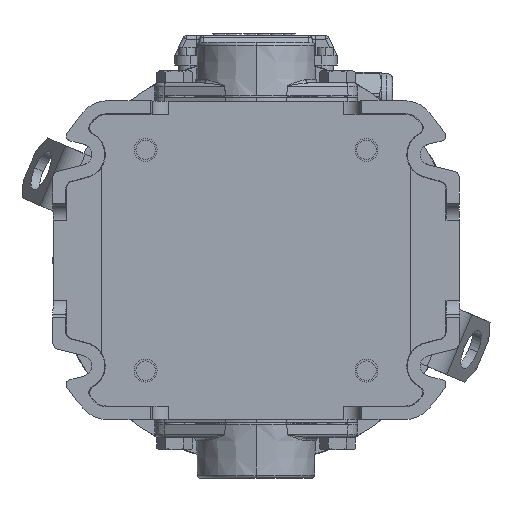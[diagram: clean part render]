
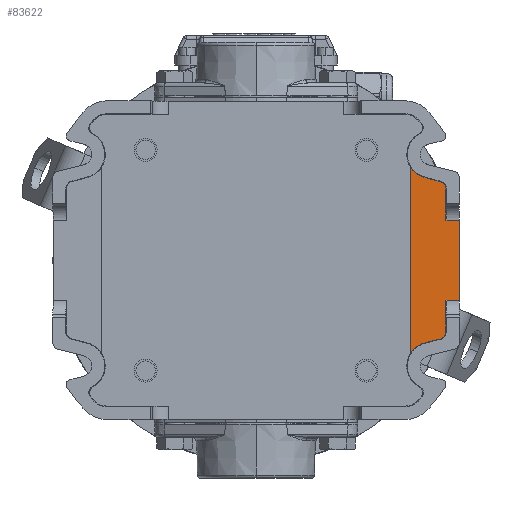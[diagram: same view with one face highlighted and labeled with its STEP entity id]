
A CAD part, front view. The second image highlights one B-rep face of the part: STEP entity #83622.
In plain terms, the highlighted planar face has unit normal (0, -1, 0).
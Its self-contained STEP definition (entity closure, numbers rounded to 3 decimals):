
#114 = CARTESIAN_POINT ( 'NONE',  ( -43.619, 8., 116.791 ) ) ;
#606 = EDGE_CURVE ( 'NONE', #66000, #69292, #55094, .T. ) ;
#1040 = CARTESIAN_POINT ( 'NONE',  ( 50.727, 8., 103.941 ) ) ;
#4931 = LINE ( 'NONE', #61415, #76387 ) ;
#5385 = CARTESIAN_POINT ( 'NONE',  ( 47.891, 8., 115.32 ) ) ;
#5606 = VECTOR ( 'NONE', #39275, 1000. ) ;
#7143 = CARTESIAN_POINT ( 'NONE',  ( -57.246, 8., 95. ) ) ;
#8096 = AXIS2_PLACEMENT_3D ( 'NONE', #11563, #69124, #61718 ) ;
#8652 = VECTOR ( 'NONE', #47330, 1000. ) ;
#9913 = FACE_OUTER_BOUND ( 'NONE', #89651, .T. ) ;
#10029 = VERTEX_POINT ( 'NONE', #36517 ) ;
#11008 = CIRCLE ( 'NONE', #102161, 14.709 ) ;
#11563 = CARTESIAN_POINT ( 'NONE',  ( -65., 8., 107.5 ) ) ;
#14194 = VECTOR ( 'NONE', #99230, 1000. ) ;
#14640 = CARTESIAN_POINT ( 'NONE',  ( -24.608, 8., 124.791 ) ) ;
#16129 = CARTESIAN_POINT ( 'NONE',  ( -47.687, 8., 116.791 ) ) ;
#16814 = DIRECTION ( 'NONE',  ( 0., 0., 1. ) ) ;
#16899 = LINE ( 'NONE', #67039, #14194 ) ;
#18370 = DIRECTION ( 'NONE',  ( 0., 1., 0. ) ) ;
#20801 = CARTESIAN_POINT ( 'NONE',  ( -46.008, 8., 116.791 ) ) ;
#21272 = DIRECTION ( 'NONE',  ( 0., 0., -1. ) ) ;
#21645 = EDGE_CURVE ( 'NONE', #102687, #51801, #4931, .T. ) ;
#22619 = DIRECTION ( 'NONE',  ( -1., 0., 0. ) ) ;
#24708 = CARTESIAN_POINT ( 'NONE',  ( 0., 8., 0. ) ) ;
#25690 = ORIENTED_EDGE ( 'NONE', *, *, #54221, .T. ) ;
#25827 = VERTEX_POINT ( 'NONE', #42521 ) ;
#27698 = AXIS2_PLACEMENT_3D ( 'NONE', #24708, #18370, #72791 ) ;
#29035 = CARTESIAN_POINT ( 'NONE',  ( 43.619, 8., 116.791 ) ) ;
#29852 = EDGE_CURVE ( 'NONE', #53496, #66000, #96101, .T. ) ;
#30006 = CARTESIAN_POINT ( 'NONE',  ( -48.469, 8., 113.001 ) ) ;
#30628 = EDGE_CURVE ( 'NONE', #91868, #103287, #66646, .T. ) ;
#33899 = CARTESIAN_POINT ( 'NONE',  ( -58.463, 8., 95. ) ) ;
#34881 = EDGE_CURVE ( 'NONE', #10029, #69292, #63671, .T. ) ;
#35441 = CARTESIAN_POINT ( 'NONE',  ( 57.246, 8., 95. ) ) ;
#35658 = ORIENTED_EDGE ( 'NONE', *, *, #42897, .T. ) ;
#36232 = ORIENTED_EDGE ( 'NONE', *, *, #30628, .T. ) ;
#36517 = CARTESIAN_POINT ( 'NONE',  ( 24.608, 8., 116.791 ) ) ;
#37385 = EDGE_CURVE ( 'NONE', #91868, #25827, #43450, .T. ) ;
#38054 = VERTEX_POINT ( 'NONE', #91588 ) ;
#39275 = DIRECTION ( 'NONE',  ( 0., 0., 1. ) ) ;
#39708 = ORIENTED_EDGE ( 'NONE', *, *, #37385, .F. ) ;
#40939 = VECTOR ( 'NONE', #49612, 1000. ) ;
#42521 = CARTESIAN_POINT ( 'NONE',  ( -50.727, 8., 103.941 ) ) ;
#42897 = EDGE_CURVE ( 'NONE', #38054, #102687, #94946, .T. ) ;
#43450 = CIRCLE ( 'NONE', #8096, 14.709 ) ;
#43950 = EDGE_CURVE ( 'NONE', #96023, #51801, #53825, .T. ) ;
#45089 = CARTESIAN_POINT ( 'NONE',  ( -48.469, 8., 113.001 ) ) ;
#45515 = CARTESIAN_POINT ( 'NONE',  ( 48.469, 8., 113.001 ) ) ;
#45894 = CARTESIAN_POINT ( 'NONE',  ( -47.687, 8., 116.791 ) ) ;
#46034 = CARTESIAN_POINT ( 'NONE',  ( 46.008, 8., 116.791 ) ) ;
#46500 = CARTESIAN_POINT ( 'NONE',  ( -24.608, 8., 116.791 ) ) ;
#47330 = DIRECTION ( 'NONE',  ( 1., 0., 0. ) ) ;
#47370 = ORIENTED_EDGE ( 'NONE', *, *, #84919, .T. ) ;
#47455 = ORIENTED_EDGE ( 'NONE', *, *, #54303, .T. ) ;
#49612 = DIRECTION ( 'NONE',  ( -0.242, 0., 0.97 ) ) ;
#51801 = VERTEX_POINT ( 'NONE', #46500 ) ;
#53496 = VERTEX_POINT ( 'NONE', #82341 ) ;
#53825 = LINE ( 'NONE', #45894, #88764 ) ;
#54221 = EDGE_CURVE ( 'NONE', #96023, #91698, #87201, .T. ) ;
#54303 = EDGE_CURVE ( 'NONE', #10029, #38054, #63030, .T. ) ;
#54997 = CARTESIAN_POINT ( 'NONE',  ( 43.619, 8., 116.791 ) ) ;
#55094 =( BOUNDED_CURVE ( )  B_SPLINE_CURVE ( 3, ( #45515, #5385, #46034, #54997 ),
 .UNSPECIFIED., .F., .F. ) 
 B_SPLINE_CURVE_WITH_KNOTS ( ( 4, 4 ),
 ( 2.479, 3.805 ),
 .UNSPECIFIED. ) 
 CURVE ( )  GEOMETRIC_REPRESENTATION_ITEM ( )  RATIONAL_B_SPLINE_CURVE ( ( 1., 0.859, 0.859, 1. ) ) 
 REPRESENTATION_ITEM ( '' )  );
#60425 = CARTESIAN_POINT ( 'NONE',  ( -43.619, 8., 116.791 ) ) ;
#61052 = CARTESIAN_POINT ( 'NONE',  ( 48.469, 8., 113.001 ) ) ;
#61415 = CARTESIAN_POINT ( 'NONE',  ( -24.608, 8., 0. ) ) ;
#61718 = DIRECTION ( 'NONE',  ( 0., 0., 1. ) ) ;
#63030 = LINE ( 'NONE', #87826, #5606 ) ;
#63671 = LINE ( 'NONE', #16129, #8652 ) ;
#64961 = ORIENTED_EDGE ( 'NONE', *, *, #34881, .F. ) ;
#65070 = DIRECTION ( 'NONE',  ( 1., 0., 0. ) ) ;
#65668 = ORIENTED_EDGE ( 'NONE', *, *, #99233, .F. ) ;
#66000 = VERTEX_POINT ( 'NONE', #61052 ) ;
#66646 = LINE ( 'NONE', #33899, #96616 ) ;
#67039 = CARTESIAN_POINT ( 'NONE',  ( -50.727, 8., 103.941 ) ) ;
#69120 = CARTESIAN_POINT ( 'NONE',  ( 0., 8., 124.791 ) ) ;
#69124 = DIRECTION ( 'NONE',  ( 0., -1., 0. ) ) ;
#69292 = VERTEX_POINT ( 'NONE', #29035 ) ;
#69914 = ORIENTED_EDGE ( 'NONE', *, *, #29852, .T. ) ;
#72791 = DIRECTION ( 'NONE',  ( 0., 0., -1. ) ) ;
#74867 = PLANE ( 'NONE',  #27698 ) ;
#75382 = ORIENTED_EDGE ( 'NONE', *, *, #43950, .F. ) ;
#76387 = VECTOR ( 'NONE', #21272, 1000. ) ;
#77806 = ORIENTED_EDGE ( 'NONE', *, *, #606, .T. ) ;
#78098 = DIRECTION ( 'NONE',  ( 1., 0., 0. ) ) ;
#82341 = CARTESIAN_POINT ( 'NONE',  ( 50.727, 8., 103.941 ) ) ;
#83622 = ADVANCED_FACE ( 'NONE', ( #9913 ), #74867, .F. ) ;
#84919 = EDGE_CURVE ( 'NONE', #103287, #53496, #11008, .T. ) ;
#87201 =( BOUNDED_CURVE ( )  B_SPLINE_CURVE ( 3, ( #60425, #20801, #102108, #45089 ),
 .UNSPECIFIED., .F., .F. ) 
 B_SPLINE_CURVE_WITH_KNOTS ( ( 4, 4 ),
 ( 2.479, 3.805 ),
 .UNSPECIFIED. ) 
 CURVE ( )  GEOMETRIC_REPRESENTATION_ITEM ( )  RATIONAL_B_SPLINE_CURVE ( ( 1., 0.859, 0.859, 1. ) ) 
 REPRESENTATION_ITEM ( '' )  );
#87826 = CARTESIAN_POINT ( 'NONE',  ( 24.608, 8., 124.791 ) ) ;
#88764 = VECTOR ( 'NONE', #78098, 1000. ) ;
#89651 = EDGE_LOOP ( 'NONE', ( #69914, #77806, #64961, #47455, #35658, #100948, #75382, #25690, #65668, #39708, #36232, #47370 ) ) ;
#89660 = DIRECTION ( 'NONE',  ( 0., 1., 0. ) ) ;
#91588 = CARTESIAN_POINT ( 'NONE',  ( 24.608, 8., 124.791 ) ) ;
#91698 = VERTEX_POINT ( 'NONE', #30006 ) ;
#91868 = VERTEX_POINT ( 'NONE', #7143 ) ;
#94946 = LINE ( 'NONE', #69120, #97052 ) ;
#96023 = VERTEX_POINT ( 'NONE', #114 ) ;
#96101 = LINE ( 'NONE', #1040, #40939 ) ;
#96616 = VECTOR ( 'NONE', #65070, 1000. ) ;
#97052 = VECTOR ( 'NONE', #22619, 1000. ) ;
#99144 = CARTESIAN_POINT ( 'NONE',  ( 65., 8., 107.5 ) ) ;
#99230 = DIRECTION ( 'NONE',  ( 0.242, 0., 0.97 ) ) ;
#99233 = EDGE_CURVE ( 'NONE', #25827, #91698, #16899, .T. ) ;
#100948 = ORIENTED_EDGE ( 'NONE', *, *, #21645, .T. ) ;
#102108 = CARTESIAN_POINT ( 'NONE',  ( -47.891, 8., 115.32 ) ) ;
#102161 = AXIS2_PLACEMENT_3D ( 'NONE', #99144, #89660, #16814 ) ;
#102687 = VERTEX_POINT ( 'NONE', #14640 ) ;
#103287 = VERTEX_POINT ( 'NONE', #35441 ) ;
